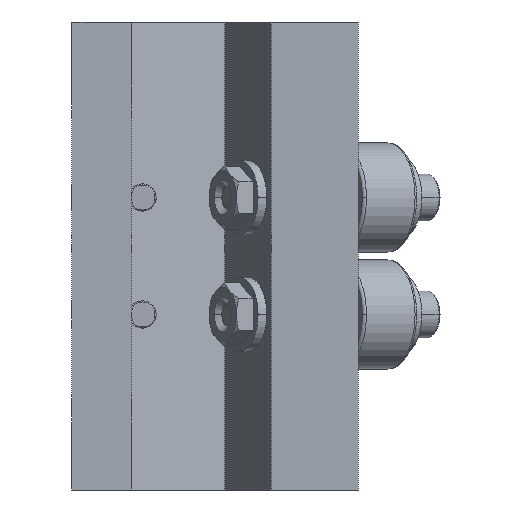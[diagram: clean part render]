
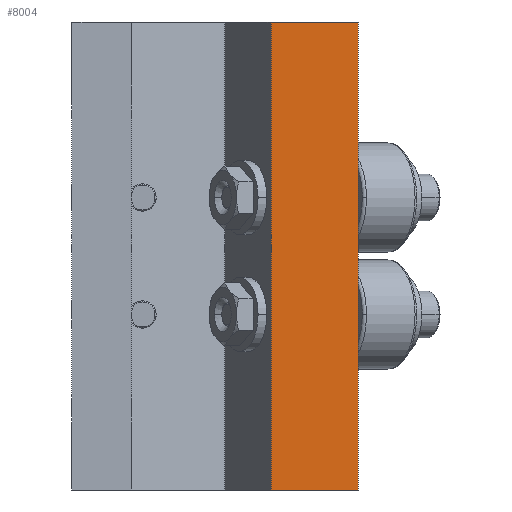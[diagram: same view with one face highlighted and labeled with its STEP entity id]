
A CAD part, left-side view. The second image highlights one B-rep face of the part: STEP entity #8004.
In plain terms, the highlighted planar face has unit normal (-1, 0, 0).
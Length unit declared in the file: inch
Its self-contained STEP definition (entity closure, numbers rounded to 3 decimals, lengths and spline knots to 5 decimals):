
#104 = LINE ( 'NONE', #23717, #32262 ) ;
#612 = CARTESIAN_POINT ( 'NONE',  ( -1.8825, 0.15505, -1.875 ) ) ;
#3943 = VERTEX_POINT ( 'NONE', #25237 ) ;
#4045 = EDGE_CURVE ( 'NONE', #29358, #3943, #14538, .T. ) ;
#4451 = CARTESIAN_POINT ( 'NONE',  ( -1.8825, -0.544, -1.875 ) ) ;
#8004 = ADVANCED_FACE ( 'NONE', ( #10133 ), #25146, .T. ) ;
#8403 = LINE ( 'NONE', #12316, #10023 ) ;
#8511 = DIRECTION ( 'NONE',  ( 0., -1., 0. ) ) ;
#9290 = VERTEX_POINT ( 'NONE', #11709 ) ;
#10023 = VECTOR ( 'NONE', #30042, 39.37008 ) ;
#10133 = FACE_OUTER_BOUND ( 'NONE', #22969, .T. ) ;
#11047 = VECTOR ( 'NONE', #12568, 39.37008 ) ;
#11452 = ORIENTED_EDGE ( 'NONE', *, *, #36331, .T. ) ;
#11709 = CARTESIAN_POINT ( 'NONE',  ( -1.8825, 0.15505, -1.875 ) ) ;
#12316 = CARTESIAN_POINT ( 'NONE',  ( -1.8825, -0.544, -1.875 ) ) ;
#12568 = DIRECTION ( 'NONE',  ( 0., 0., 1. ) ) ;
#14538 = LINE ( 'NONE', #26406, #18657 ) ;
#15065 = EDGE_CURVE ( 'NONE', #18592, #3943, #8403, .T. ) ;
#16005 = DIRECTION ( 'NONE',  ( 0., 0., 1. ) ) ;
#16611 = ORIENTED_EDGE ( 'NONE', *, *, #4045, .F. ) ;
#18592 = VERTEX_POINT ( 'NONE', #4451 ) ;
#18657 = VECTOR ( 'NONE', #31848, 39.37008 ) ;
#19606 = AXIS2_PLACEMENT_3D ( 'NONE', #37397, #19653, #16005 ) ;
#19653 = DIRECTION ( 'NONE',  ( -1., 0., 0. ) ) ;
#22317 = ORIENTED_EDGE ( 'NONE', *, *, #15065, .T. ) ;
#22969 = EDGE_LOOP ( 'NONE', ( #16611, #35892, #11452, #22317 ) ) ;
#23717 = CARTESIAN_POINT ( 'NONE',  ( -1.8825, -0.544, -1.875 ) ) ;
#25146 = PLANE ( 'NONE',  #19606 ) ;
#25237 = CARTESIAN_POINT ( 'NONE',  ( -1.8825, -0.544, 1.875 ) ) ;
#26406 = CARTESIAN_POINT ( 'NONE',  ( -1.8825, -0.544, 1.875 ) ) ;
#29358 = VERTEX_POINT ( 'NONE', #30509 ) ;
#30042 = DIRECTION ( 'NONE',  ( 0., 0., 1. ) ) ;
#30509 = CARTESIAN_POINT ( 'NONE',  ( -1.8825, 0.15505, 1.875 ) ) ;
#31848 = DIRECTION ( 'NONE',  ( 0., -1., 0. ) ) ;
#32262 = VECTOR ( 'NONE', #8511, 39.37008 ) ;
#33432 = LINE ( 'NONE', #612, #11047 ) ;
#35892 = ORIENTED_EDGE ( 'NONE', *, *, #36627, .F. ) ;
#36331 = EDGE_CURVE ( 'NONE', #9290, #18592, #104, .T. ) ;
#36627 = EDGE_CURVE ( 'NONE', #9290, #29358, #33432, .T. ) ;
#37397 = CARTESIAN_POINT ( 'NONE',  ( -1.8825, -0.544, -1.875 ) ) ;
